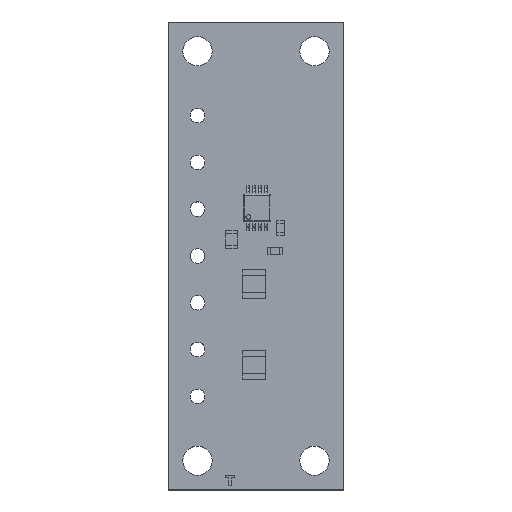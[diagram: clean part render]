
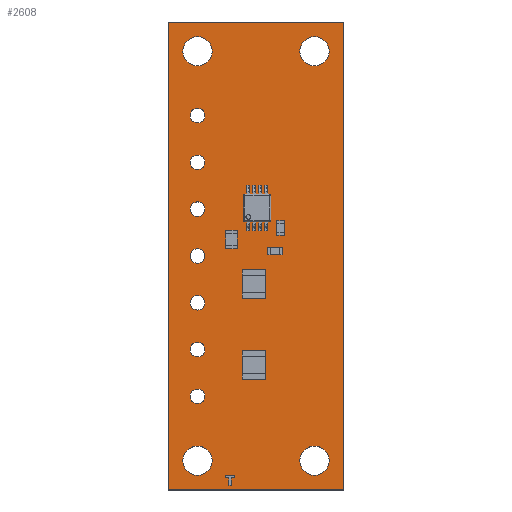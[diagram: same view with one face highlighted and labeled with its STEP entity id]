
A CAD part, top view. The second image highlights one B-rep face of the part: STEP entity #2608.
In plain terms, the highlighted planar face has unit normal (0, 0, 1).
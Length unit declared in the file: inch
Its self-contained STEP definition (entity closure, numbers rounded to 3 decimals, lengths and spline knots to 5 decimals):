
#2291=CARTESIAN_POINT('',(0.,0.,0.06));
#2292=VERTEX_POINT('',#2291);
#2296=CARTESIAN_POINT('',(0.,2.,0.06));
#2297=DIRECTION('',(0.,-1.,0.));
#2298=VECTOR('',#2297,1.);
#2299=LINE('',#2296,#2298);
#2300=EDGE_CURVE('',#2302,#2292,#2299,.T.);
#2301=CARTESIAN_POINT('',(0.,2.,0.06));
#2302=VERTEX_POINT('',#2301);
#2331=CARTESIAN_POINT('',(0.75,0.,0.06));
#2332=VERTEX_POINT('',#2331);
#2336=CARTESIAN_POINT('',(0.,0.,0.06));
#2337=DIRECTION('',(1.,0.,0.));
#2338=VECTOR('',#2337,1.);
#2339=LINE('',#2336,#2338);
#2340=EDGE_CURVE('',#2292,#2332,#2339,.T.);
#2362=CARTESIAN_POINT('',(0.75,2.,0.06));
#2363=VERTEX_POINT('',#2362);
#2367=CARTESIAN_POINT('',(0.75,0.,0.06));
#2368=DIRECTION('',(0.,1.,0.));
#2369=VECTOR('',#2368,1.);
#2370=LINE('',#2367,#2369);
#2371=EDGE_CURVE('',#2332,#2363,#2370,.T.);
#2388=CARTESIAN_POINT('',(0.75,2.,0.06));
#2389=DIRECTION('',(-1.,0.,0.));
#2390=VECTOR('',#2389,1.);
#2391=LINE('',#2388,#2390);
#2392=EDGE_CURVE('',#2363,#2302,#2391,.T.);
#2410=CARTESIAN_POINT('',(0.125,1.875,0.06));
#2411=DIRECTION('',(0.,0.,-1.));
#2412=DIRECTION('',(-1.,0.,0.));
#2413=AXIS2_PLACEMENT_3D('',#2410,#2411,#2412);
#2414=CIRCLE('',#2413,0.0625);
#2415=EDGE_CURVE('',#2417,#2417,#2414,.T.);
#2416=CARTESIAN_POINT('',(0.0625,1.875,0.06));
#2417=VERTEX_POINT('',#2416);
#2418=ORIENTED_EDGE('',*,*,#2415,.T.);
#2419=EDGE_LOOP('',(#2418));
#2420=FACE_BOUND('',#2419,.T.);
#2421=CARTESIAN_POINT('',(0.625,1.875,0.06));
#2422=DIRECTION('',(0.,0.,-1.));
#2423=DIRECTION('',(-1.,0.,0.));
#2424=AXIS2_PLACEMENT_3D('',#2421,#2422,#2423);
#2425=CIRCLE('',#2424,0.0625);
#2426=EDGE_CURVE('',#2428,#2428,#2425,.T.);
#2427=CARTESIAN_POINT('',(0.5625,1.875,0.06));
#2428=VERTEX_POINT('',#2427);
#2429=ORIENTED_EDGE('',*,*,#2426,.T.);
#2430=EDGE_LOOP('',(#2429));
#2431=FACE_BOUND('',#2430,.T.);
#2432=CARTESIAN_POINT('',(0.625,0.125,0.06));
#2433=DIRECTION('',(0.,0.,-1.));
#2434=DIRECTION('',(-1.,0.,0.));
#2435=AXIS2_PLACEMENT_3D('',#2432,#2433,#2434);
#2436=CIRCLE('',#2435,0.0625);
#2437=EDGE_CURVE('',#2439,#2439,#2436,.T.);
#2438=CARTESIAN_POINT('',(0.5625,0.125,0.06));
#2439=VERTEX_POINT('',#2438);
#2440=ORIENTED_EDGE('',*,*,#2437,.T.);
#2441=EDGE_LOOP('',(#2440));
#2442=FACE_BOUND('',#2441,.T.);
#2443=CARTESIAN_POINT('',(0.125,0.125,0.06));
#2444=DIRECTION('',(0.,0.,-1.));
#2445=DIRECTION('',(-1.,0.,0.));
#2446=AXIS2_PLACEMENT_3D('',#2443,#2444,#2445);
#2447=CIRCLE('',#2446,0.0625);
#2448=EDGE_CURVE('',#2450,#2450,#2447,.T.);
#2449=CARTESIAN_POINT('',(0.0625,0.125,0.06));
#2450=VERTEX_POINT('',#2449);
#2451=ORIENTED_EDGE('',*,*,#2448,.T.);
#2452=EDGE_LOOP('',(#2451));
#2453=FACE_BOUND('',#2452,.T.);
#2454=CARTESIAN_POINT('',(0.26945,0.0212,0.06));
#2455=DIRECTION('',(-1.,0.,0.));
#2456=VECTOR('',#2455,1.);
#2457=LINE('',#2454,#2456);
#2458=EDGE_CURVE('',#2460,#2462,#2457,.T.);
#2459=CARTESIAN_POINT('',(0.26945,0.0212,0.06));
#2460=VERTEX_POINT('',#2459);
#2461=CARTESIAN_POINT('',(0.25945,0.0212,0.06));
#2462=VERTEX_POINT('',#2461);
#2463=ORIENTED_EDGE('',*,*,#2458,.T.);
#2464=CARTESIAN_POINT('',(0.25945,0.0212,0.06));
#2465=DIRECTION('',(0.,1.,0.));
#2466=VECTOR('',#2465,1.);
#2467=LINE('',#2464,#2466);
#2468=EDGE_CURVE('',#2462,#2470,#2467,.T.);
#2469=CARTESIAN_POINT('',(0.25945,0.0512,0.06));
#2470=VERTEX_POINT('',#2469);
#2471=ORIENTED_EDGE('',*,*,#2468,.T.);
#2472=CARTESIAN_POINT('',(0.25945,0.0512,0.06));
#2473=DIRECTION('',(-1.,0.,0.));
#2474=VECTOR('',#2473,1.);
#2475=LINE('',#2472,#2474);
#2476=EDGE_CURVE('',#2470,#2478,#2475,.T.);
#2477=CARTESIAN_POINT('',(0.24445,0.0512,0.06));
#2478=VERTEX_POINT('',#2477);
#2479=ORIENTED_EDGE('',*,*,#2476,.T.);
#2480=CARTESIAN_POINT('',(0.24445,0.0512,0.06));
#2481=DIRECTION('',(0.,1.,0.));
#2482=VECTOR('',#2481,1.);
#2483=LINE('',#2480,#2482);
#2484=EDGE_CURVE('',#2478,#2486,#2483,.T.);
#2485=CARTESIAN_POINT('',(0.24445,0.0612,0.06));
#2486=VERTEX_POINT('',#2485);
#2487=ORIENTED_EDGE('',*,*,#2484,.T.);
#2488=CARTESIAN_POINT('',(0.24445,0.0612,0.06));
#2489=DIRECTION('',(1.,0.,0.));
#2490=VECTOR('',#2489,1.);
#2491=LINE('',#2488,#2490);
#2492=EDGE_CURVE('',#2486,#2494,#2491,.T.);
#2493=CARTESIAN_POINT('',(0.28445,0.0612,0.06));
#2494=VERTEX_POINT('',#2493);
#2495=ORIENTED_EDGE('',*,*,#2492,.T.);
#2496=CARTESIAN_POINT('',(0.28445,0.0612,0.06));
#2497=DIRECTION('',(0.,-1.,0.));
#2498=VECTOR('',#2497,1.);
#2499=LINE('',#2496,#2498);
#2500=EDGE_CURVE('',#2494,#2502,#2499,.T.);
#2501=CARTESIAN_POINT('',(0.28445,0.0512,0.06));
#2502=VERTEX_POINT('',#2501);
#2503=ORIENTED_EDGE('',*,*,#2500,.T.);
#2504=CARTESIAN_POINT('',(0.28445,0.0512,0.06));
#2505=DIRECTION('',(-1.,0.,0.));
#2506=VECTOR('',#2505,1.);
#2507=LINE('',#2504,#2506);
#2508=EDGE_CURVE('',#2502,#2510,#2507,.T.);
#2509=CARTESIAN_POINT('',(0.26945,0.0512,0.06));
#2510=VERTEX_POINT('',#2509);
#2511=ORIENTED_EDGE('',*,*,#2508,.T.);
#2512=CARTESIAN_POINT('',(0.26945,0.0512,0.06));
#2513=DIRECTION('',(0.,-1.,0.));
#2514=VECTOR('',#2513,1.);
#2515=LINE('',#2512,#2514);
#2516=EDGE_CURVE('',#2510,#2460,#2515,.T.);
#2517=ORIENTED_EDGE('',*,*,#2516,.T.);
#2518=EDGE_LOOP('',(#2463,#2471,#2479,#2487,#2495,#2503,#2511,#2517));
#2519=FACE_BOUND('',#2518,.T.);
#2520=CARTESIAN_POINT('',(0.125,1.6,0.06));
#2521=DIRECTION('',(0.,0.,-1.));
#2522=DIRECTION('',(-1.,0.,0.));
#2523=AXIS2_PLACEMENT_3D('',#2520,#2521,#2522);
#2524=CIRCLE('',#2523,0.03125);
#2525=EDGE_CURVE('',#2527,#2527,#2524,.T.);
#2526=CARTESIAN_POINT('',(0.09375,1.6,0.06));
#2527=VERTEX_POINT('',#2526);
#2528=ORIENTED_EDGE('',*,*,#2525,.T.);
#2529=EDGE_LOOP('',(#2528));
#2530=FACE_BOUND('',#2529,.T.);
#2531=CARTESIAN_POINT('',(0.125,1.4,0.06));
#2532=DIRECTION('',(0.,0.,-1.));
#2533=DIRECTION('',(-1.,0.,0.));
#2534=AXIS2_PLACEMENT_3D('',#2531,#2532,#2533);
#2535=CIRCLE('',#2534,0.03125);
#2536=EDGE_CURVE('',#2538,#2538,#2535,.T.);
#2537=CARTESIAN_POINT('',(0.09375,1.4,0.06));
#2538=VERTEX_POINT('',#2537);
#2539=ORIENTED_EDGE('',*,*,#2536,.T.);
#2540=EDGE_LOOP('',(#2539));
#2541=FACE_BOUND('',#2540,.T.);
#2542=CARTESIAN_POINT('',(0.125,1.2,0.06));
#2543=DIRECTION('',(0.,0.,-1.));
#2544=DIRECTION('',(-1.,0.,0.));
#2545=AXIS2_PLACEMENT_3D('',#2542,#2543,#2544);
#2546=CIRCLE('',#2545,0.03125);
#2547=EDGE_CURVE('',#2549,#2549,#2546,.T.);
#2548=CARTESIAN_POINT('',(0.09375,1.2,0.06));
#2549=VERTEX_POINT('',#2548);
#2550=ORIENTED_EDGE('',*,*,#2547,.T.);
#2551=EDGE_LOOP('',(#2550));
#2552=FACE_BOUND('',#2551,.T.);
#2553=CARTESIAN_POINT('',(0.125,1.,0.06));
#2554=DIRECTION('',(0.,0.,-1.));
#2555=DIRECTION('',(-1.,0.,0.));
#2556=AXIS2_PLACEMENT_3D('',#2553,#2554,#2555);
#2557=CIRCLE('',#2556,0.03125);
#2558=EDGE_CURVE('',#2560,#2560,#2557,.T.);
#2559=CARTESIAN_POINT('',(0.09375,1.,0.06));
#2560=VERTEX_POINT('',#2559);
#2561=ORIENTED_EDGE('',*,*,#2558,.T.);
#2562=EDGE_LOOP('',(#2561));
#2563=FACE_BOUND('',#2562,.T.);
#2564=CARTESIAN_POINT('',(0.125,0.8,0.06));
#2565=DIRECTION('',(0.,0.,-1.));
#2566=DIRECTION('',(-1.,0.,0.));
#2567=AXIS2_PLACEMENT_3D('',#2564,#2565,#2566);
#2568=CIRCLE('',#2567,0.03125);
#2569=EDGE_CURVE('',#2571,#2571,#2568,.T.);
#2570=CARTESIAN_POINT('',(0.09375,0.8,0.06));
#2571=VERTEX_POINT('',#2570);
#2572=ORIENTED_EDGE('',*,*,#2569,.T.);
#2573=EDGE_LOOP('',(#2572));
#2574=FACE_BOUND('',#2573,.T.);
#2575=CARTESIAN_POINT('',(0.125,0.6,0.06));
#2576=DIRECTION('',(0.,0.,-1.));
#2577=DIRECTION('',(-1.,0.,0.));
#2578=AXIS2_PLACEMENT_3D('',#2575,#2576,#2577);
#2579=CIRCLE('',#2578,0.03125);
#2580=EDGE_CURVE('',#2582,#2582,#2579,.T.);
#2581=CARTESIAN_POINT('',(0.09375,0.6,0.06));
#2582=VERTEX_POINT('',#2581);
#2583=ORIENTED_EDGE('',*,*,#2580,.T.);
#2584=EDGE_LOOP('',(#2583));
#2585=FACE_BOUND('',#2584,.T.);
#2586=CARTESIAN_POINT('',(0.125,0.4,0.06));
#2587=DIRECTION('',(0.,0.,-1.));
#2588=DIRECTION('',(-1.,0.,0.));
#2589=AXIS2_PLACEMENT_3D('',#2586,#2587,#2588);
#2590=CIRCLE('',#2589,0.03125);
#2591=EDGE_CURVE('',#2593,#2593,#2590,.T.);
#2592=CARTESIAN_POINT('',(0.09375,0.4,0.06));
#2593=VERTEX_POINT('',#2592);
#2594=ORIENTED_EDGE('',*,*,#2591,.T.);
#2595=EDGE_LOOP('',(#2594));
#2596=FACE_BOUND('',#2595,.T.);
#2597=ORIENTED_EDGE('',*,*,#2300,.T.);
#2598=ORIENTED_EDGE('',*,*,#2340,.T.);
#2599=ORIENTED_EDGE('',*,*,#2371,.T.);
#2600=ORIENTED_EDGE('',*,*,#2392,.T.);
#2601=EDGE_LOOP('',(#2597,#2598,#2599,#2600));
#2602=FACE_BOUND('',#2601,.T.);
#2603=CARTESIAN_POINT('',(0.,0.,0.06));
#2604=DIRECTION('',(0.,0.,1.));
#2605=DIRECTION('',(1.,0.,0.));
#2606=AXIS2_PLACEMENT_3D('',#2603,#2604,#2605);
#2607=PLANE('',#2606);
#2608=ADVANCED_FACE('',(#2420,#2431,#2442,#2453,#2519,#2530,#2541,#2552,
#2563,#2574,#2585,#2596,#2602),#2607,.T.);
